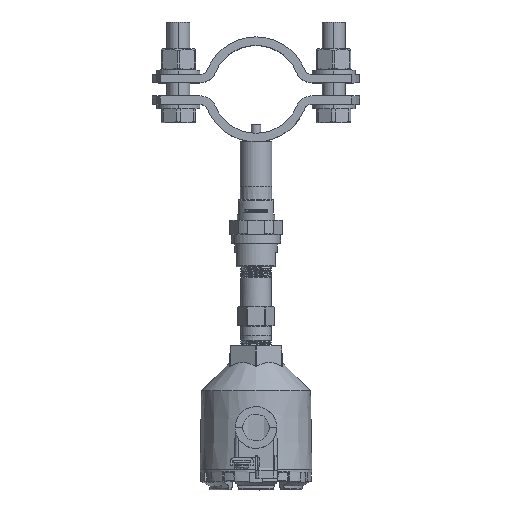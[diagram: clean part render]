
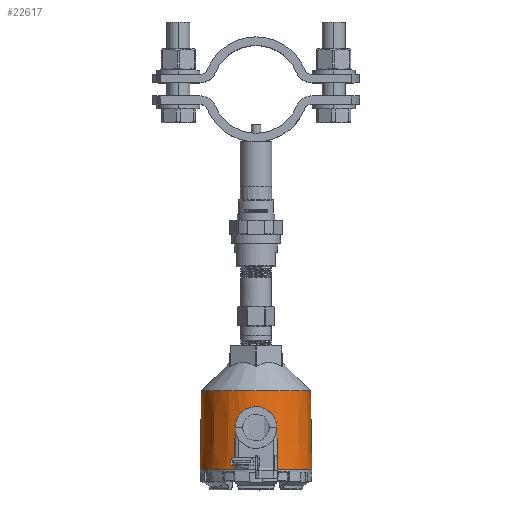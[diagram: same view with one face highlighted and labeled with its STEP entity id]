
A CAD part, top view. The second image highlights one B-rep face of the part: STEP entity #22617.
In plain terms, the highlighted conical face has half-angle 1 degrees and reference radius 38.387 mm.
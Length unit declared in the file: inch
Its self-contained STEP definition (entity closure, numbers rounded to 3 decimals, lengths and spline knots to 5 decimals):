
#17421=CARTESIAN_POINT('',(0.,-8.25545,0.));
#17422=DIRECTION('',(0.,-1.,0.));
#17423=DIRECTION('',(1.,0.,0.));
#17424=AXIS2_PLACEMENT_3D('',#17421,#17422,#17423);
#17898=CARTESIAN_POINT('',(0.57,-9.25988,1.39839));
#17899=CARTESIAN_POINT('',(0.57,-9.22632,1.39776));
#17900=CARTESIAN_POINT('',(0.5641,-9.15837,
1.39891));
#17901=CARTESIAN_POINT('',(0.53598,-9.05651,
1.40816));
#17902=CARTESIAN_POINT('',(0.48936,-8.96114,
1.4235));
#17903=CARTESIAN_POINT('',(0.4247,-8.87468,
1.44279));
#17904=CARTESIAN_POINT('',(0.34554,-8.80229,
1.46273));
#17905=CARTESIAN_POINT('',(0.25323,-8.74552,
1.48067));
#17906=CARTESIAN_POINT('',(0.15501,-8.70803,
1.4936));
#17907=CARTESIAN_POINT('',(0.05156,-8.68906,
1.50045));
#17908=CARTESIAN_POINT('',(-0.05156,-8.68906,
1.50045));
#17909=CARTESIAN_POINT('',(-0.15501,-8.70803,
1.4936));
#17910=CARTESIAN_POINT('',(-0.25323,-8.74552,
1.48067));
#17911=CARTESIAN_POINT('',(-0.34554,-8.80229,
1.46273));
#17912=CARTESIAN_POINT('',(-0.4247,-8.87468,
1.44279));
#17913=CARTESIAN_POINT('',(-0.48936,-8.96114,
1.4235));
#17914=CARTESIAN_POINT('',(-0.53598,-9.05651,
1.40816));
#17915=CARTESIAN_POINT('',(-0.5641,-9.15837,
1.39891));
#17916=CARTESIAN_POINT('',(-0.57,-9.22632,1.39776));
#17917=CARTESIAN_POINT('',(-0.57,-9.25988,1.39839));
#17919=CARTESIAN_POINT('',(-0.5899,-10.39988,
1.41171));
#17920=CARTESIAN_POINT('',(-0.58327,-10.01988,
1.40729));
#17921=CARTESIAN_POINT('',(-0.57663,-9.63988,
1.40285));
#17922=CARTESIAN_POINT('',(-0.57,-9.25988,1.39839));
#17924=CARTESIAN_POINT('',(0.,-10.39988,0.));
#17925=DIRECTION('',(0.,-1.,0.));
#17926=DIRECTION('',(-0.386,0.,0.923));
#17927=AXIS2_PLACEMENT_3D('',#17924,#17925,#17926);
#17929=CARTESIAN_POINT('',(0.,-10.39988,0.));
#17930=DIRECTION('',(0.,-1.,0.));
#17931=DIRECTION('',(1.,0.,0.));
#17932=AXIS2_PLACEMENT_3D('',#17929,#17930,#17931);
#17934=CARTESIAN_POINT('',(0.57,-9.25988,1.39839));
#17935=CARTESIAN_POINT('',(0.57663,-9.63988,
1.40285));
#17936=CARTESIAN_POINT('',(0.58327,-10.01988,
1.40729));
#17937=CARTESIAN_POINT('',(0.5899,-10.39988,
1.41171));
#17948=DIRECTION('',(-0.017,1.,0.));
#17949=VECTOR('',#17948,2.14476);
#17950=CARTESIAN_POINT('',(1.53,-10.39988,0.));
#17951=LINE('',#17950,#17949);
#17952=DIRECTION('',(0.017,1.,0.));
#17953=VECTOR('',#17952,2.14476);
#17954=CARTESIAN_POINT('',(-1.53,-10.39988,0.));
#17955=LINE('',#17954,#17953);
#17991=CARTESIAN_POINT('',(-0.5899,-10.39988,
1.41171));
#21198=CARTESIAN_POINT('',(1.53,-10.39988,0.));
#21199=CARTESIAN_POINT('',(1.49257,-8.25545,0.));
#21200=VERTEX_POINT('',#21198);
#21201=VERTEX_POINT('',#21199);
#21202=CARTESIAN_POINT('',(-1.53,-10.39988,0.));
#21203=CARTESIAN_POINT('',(-1.49257,-8.25545,0.));
#21204=VERTEX_POINT('',#21202);
#21205=VERTEX_POINT('',#21203);
#21211=VERTEX_POINT('',#17991);
#21212=CARTESIAN_POINT('',(0.5899,-10.39988,
1.41171));
#21213=VERTEX_POINT('',#21212);
#21214=VERTEX_POINT('',#17898);
#21215=VERTEX_POINT('',#17917);
#22598=CARTESIAN_POINT('',(0.,-9.32767,0.));
#22599=DIRECTION('',(0.,-1.,0.));
#22600=DIRECTION('',(-1.,0.,0.));
#22601=AXIS2_PLACEMENT_3D('',#22598,#22599,#22600);
#22602=CONICAL_SURFACE('',#22601,1.51128,1.);
#22603=ORIENTED_EDGE('',*,*,#22100,.T.);
#22605=ORIENTED_EDGE('',*,*,#22604,.F.);
#22606=ORIENTED_EDGE('',*,*,#21761,.T.);
#22608=ORIENTED_EDGE('',*,*,#22607,.T.);
#22609=ORIENTED_EDGE('',*,*,#21807,.F.);
#22611=ORIENTED_EDGE('',*,*,#22610,.F.);
#22612=ORIENTED_EDGE('',*,*,#21765,.T.);
#22614=ORIENTED_EDGE('',*,*,#22613,.F.);
#22615=EDGE_LOOP('',(#22603,#22605,#22606,#22608,#22609,#22611,#22612,#22614));
#22616=FACE_OUTER_BOUND('',#22615,.F.);
#17425=CIRCLE('',#17424,1.49257);
#17918=B_SPLINE_CURVE_WITH_KNOTS('',3,(#17898,#17899,#17900,#17901,#17902,
#17903,#17904,#17905,#17906,#17907,#17908,#17909,#17910,#17911,#17912,#17913,
#17914,#17915,#17916,#17917),.UNSPECIFIED.,.F.,.F.,(4,1,1,1,1,1,1,1,1,1,1,1,1,1,
1,1,1,4),(0.,0.05882,0.11765,0.17647,
0.23529,0.29412,0.35294,0.41176,
0.47059,0.52941,0.58824,0.64706,
0.70588,0.76471,0.82353,0.88235,
0.94118,1.),.UNSPECIFIED.);
#17923=B_SPLINE_CURVE_WITH_KNOTS('',3,(#17919,#17920,#17921,#17922),
.UNSPECIFIED.,.F.,.F.,(4,4),(0.,1.),.UNSPECIFIED.);
#17928=CIRCLE('',#17927,1.53);
#17933=CIRCLE('',#17932,1.53);
#17938=B_SPLINE_CURVE_WITH_KNOTS('',3,(#17934,#17935,#17936,#17937),
.UNSPECIFIED.,.F.,.F.,(4,4),(0.,1.),.UNSPECIFIED.);
#21761=EDGE_CURVE('',#21211,#21204,#17928,.T.);
#21765=EDGE_CURVE('',#21200,#21213,#17933,.T.);
#21807=EDGE_CURVE('',#21201,#21205,#17425,.T.);
#22100=EDGE_CURVE('',#21214,#21215,#17918,.T.);
#22604=EDGE_CURVE('',#21211,#21215,#17923,.T.);
#22607=EDGE_CURVE('',#21204,#21205,#17955,.T.);
#22610=EDGE_CURVE('',#21200,#21201,#17951,.T.);
#22613=EDGE_CURVE('',#21214,#21213,#17938,.T.);
#22617=ADVANCED_FACE('',(#22616),#22602,.T.);
